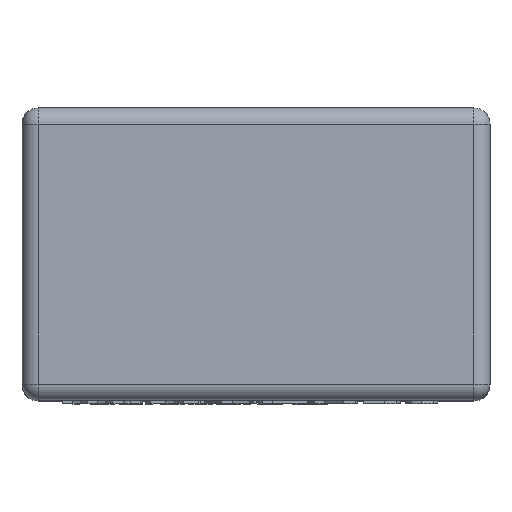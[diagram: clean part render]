
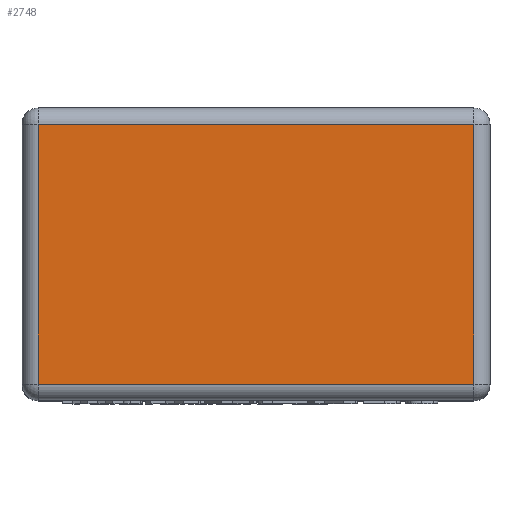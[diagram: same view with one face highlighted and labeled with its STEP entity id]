
A CAD part, top view. The second image highlights one B-rep face of the part: STEP entity #2748.
In plain terms, the highlighted planar face has unit normal (0, 0, 1).
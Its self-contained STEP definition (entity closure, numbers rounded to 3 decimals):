
#193 = VERTEX_POINT('',#194);
#194 = CARTESIAN_POINT('',(-3.35,2.,6.));
#201 = EDGE_CURVE('',#193,#202,#204,.T.);
#202 = VERTEX_POINT('',#203);
#203 = CARTESIAN_POINT('',(-3.35,-2.,6.));
#204 = LINE('',#205,#206);
#205 = CARTESIAN_POINT('',(-3.35,2.25,6.));
#206 = VECTOR('',#207,1.);
#207 = DIRECTION('',(0.,-1.,0.));
#2748 = ADVANCED_FACE('',(#2749),#2774,.T.);
#2749 = FACE_BOUND('',#2750,.T.);
#2750 = EDGE_LOOP('',(#2751,#2759,#2767,#2773));
#2751 = ORIENTED_EDGE('',*,*,#2752,.T.);
#2752 = EDGE_CURVE('',#202,#2753,#2755,.T.);
#2753 = VERTEX_POINT('',#2754);
#2754 = CARTESIAN_POINT('',(3.35,-2.,6.));
#2755 = LINE('',#2756,#2757);
#2756 = CARTESIAN_POINT('',(-3.6,-2.,6.));
#2757 = VECTOR('',#2758,1.);
#2758 = DIRECTION('',(1.,0.,0.));
#2759 = ORIENTED_EDGE('',*,*,#2760,.F.);
#2760 = EDGE_CURVE('',#2761,#2753,#2763,.T.);
#2761 = VERTEX_POINT('',#2762);
#2762 = CARTESIAN_POINT('',(3.35,2.,6.));
#2763 = LINE('',#2764,#2765);
#2764 = CARTESIAN_POINT('',(3.35,2.25,6.));
#2765 = VECTOR('',#2766,1.);
#2766 = DIRECTION('',(0.,-1.,0.));
#2767 = ORIENTED_EDGE('',*,*,#2768,.F.);
#2768 = EDGE_CURVE('',#193,#2761,#2769,.T.);
#2769 = LINE('',#2770,#2771);
#2770 = CARTESIAN_POINT('',(-3.6,2.,6.));
#2771 = VECTOR('',#2772,1.);
#2772 = DIRECTION('',(1.,0.,0.));
#2773 = ORIENTED_EDGE('',*,*,#201,.T.);
#2774 = PLANE('',#2775);
#2775 = AXIS2_PLACEMENT_3D('',#2776,#2777,#2778);
#2776 = CARTESIAN_POINT('',(-3.6,2.25,6.));
#2777 = DIRECTION('',(0.,0.,1.));
#2778 = DIRECTION('',(1.,0.,0.));
